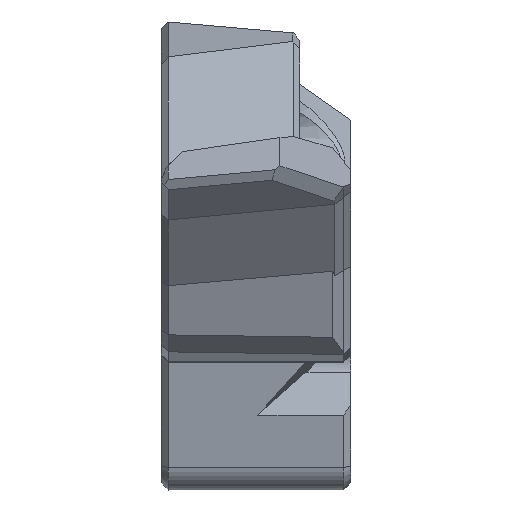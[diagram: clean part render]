
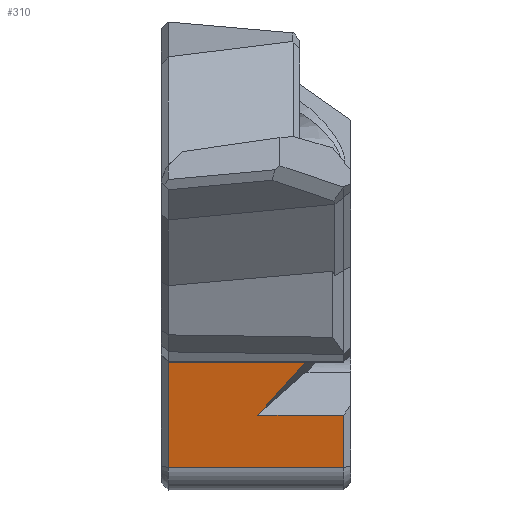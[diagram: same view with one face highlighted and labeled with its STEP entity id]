
A CAD part, left-side view. The second image highlights one B-rep face of the part: STEP entity #310.
In plain terms, the highlighted planar face has unit normal (-0.985, 0, -0.174).
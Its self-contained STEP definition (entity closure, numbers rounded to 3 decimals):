
#111=(
BOUNDED_CURVE()
B_SPLINE_CURVE(2,(#3926,#3927,#3928),.UNSPECIFIED.,.F.,.F.)
B_SPLINE_CURVE_WITH_KNOTS((3,3),(0.,1.),.UNSPECIFIED.)
CURVE()
GEOMETRIC_REPRESENTATION_ITEM()
RATIONAL_B_SPLINE_CURVE((1.01,1.009,1.004))
REPRESENTATION_ITEM('')
);
#310=ADVANCED_FACE('',(#540),#437,.F.);
#437=PLANE('',#2719);
#540=FACE_OUTER_BOUND('',#686,.T.);
#686=EDGE_LOOP('',(#1093,#1094,#1095,#1096,#1097,#1098,#1099,#1100));
#1093=ORIENTED_EDGE('',*,*,#1814,.F.);
#1094=ORIENTED_EDGE('',*,*,#1921,.F.);
#1095=ORIENTED_EDGE('',*,*,#1922,.F.);
#1096=ORIENTED_EDGE('',*,*,#1923,.T.);
#1097=ORIENTED_EDGE('',*,*,#1924,.T.);
#1098=ORIENTED_EDGE('',*,*,#1918,.T.);
#1099=ORIENTED_EDGE('',*,*,#1917,.F.);
#1100=ORIENTED_EDGE('',*,*,#1925,.F.);
#1570=VERTEX_POINT('',#3701);
#1571=VERTEX_POINT('',#3705);
#1639=VERTEX_POINT('',#3901);
#1640=VERTEX_POINT('',#3909);
#1641=VERTEX_POINT('',#3913);
#1643=VERTEX_POINT('',#3921);
#1644=VERTEX_POINT('',#3923);
#1645=VERTEX_POINT('',#3925);
#1814=EDGE_CURVE('',#1570,#1571,#2159,.T.);
#1917=EDGE_CURVE('',#1639,#1640,#2240,.T.);
#1918=EDGE_CURVE('',#1641,#1640,#2241,.T.);
#1921=EDGE_CURVE('',#1643,#1570,#2243,.T.);
#1922=EDGE_CURVE('',#1644,#1643,#2244,.T.);
#1923=EDGE_CURVE('',#1644,#1645,#2245,.T.);
#1924=EDGE_CURVE('',#1645,#1641,#111,.T.);
#1925=EDGE_CURVE('',#1571,#1639,#2246,.T.);
#2159=LINE('',#3706,#2432);
#2240=LINE('',#3910,#2513);
#2241=LINE('',#3912,#2514);
#2243=LINE('',#3920,#2516);
#2244=LINE('',#3922,#2517);
#2245=LINE('',#3924,#2518);
#2246=LINE('',#3929,#2519);
#2432=VECTOR('',#2982,1.);
#2513=VECTOR('',#3171,1.);
#2514=VECTOR('',#3174,1.);
#2516=VECTOR('',#3178,1.);
#2517=VECTOR('',#3179,1.);
#2518=VECTOR('',#3180,1.);
#2519=VECTOR('',#3181,1.);
#2719=AXIS2_PLACEMENT_3D('',#3930,#3182,#3183);
#2982=DIRECTION('',(-0.174,0.,0.985));
#3171=DIRECTION('',(0.174,0.,-0.985));
#3174=DIRECTION('',(0.,-1.,0.));
#3178=DIRECTION('',(0.,1.,0.));
#3179=DIRECTION('',(0.174,0.,-0.985));
#3180=DIRECTION('',(0.,1.,0.));
#3181=DIRECTION('',(0.,-1.,0.));
#3182=DIRECTION('',(0.985,0.,0.174));
#3183=DIRECTION('',(0.174,0.,-0.985));
#3701=CARTESIAN_POINT('',(0.803,14.,106.701));
#3705=CARTESIAN_POINT('',(-0.675,14.,115.056));
#3706=CARTESIAN_POINT('',(-0.414,14.,113.581));
#3901=CARTESIAN_POINT('',(-0.675,4.399,115.056));
#3909=CARTESIAN_POINT('',(-0.517,4.399,114.16));
#3910=CARTESIAN_POINT('',(1.824,4.399,100.935));
#3912=CARTESIAN_POINT('',(-0.517,9.175,114.16));
#3913=CARTESIAN_POINT('',(-0.517,4.954,114.16));
#3920=CARTESIAN_POINT('',(0.803,3.999,106.701));
#3921=CARTESIAN_POINT('',(0.803,4.399,106.701));
#3922=CARTESIAN_POINT('',(1.824,4.399,100.935));
#3923=CARTESIAN_POINT('',(0.296,4.399,109.567));
#3924=CARTESIAN_POINT('',(0.296,9.175,109.567));
#3925=CARTESIAN_POINT('',(0.296,9.1,109.567));
#3926=CARTESIAN_POINT('',(0.296,9.1,109.567));
#3927=CARTESIAN_POINT('',(-0.087,7.179,111.73));
#3928=CARTESIAN_POINT('',(-0.517,4.954,114.16));
#3929=CARTESIAN_POINT('',(-0.675,14.4,115.056));
#3930=CARTESIAN_POINT('',(0.803,14.35,106.701));
